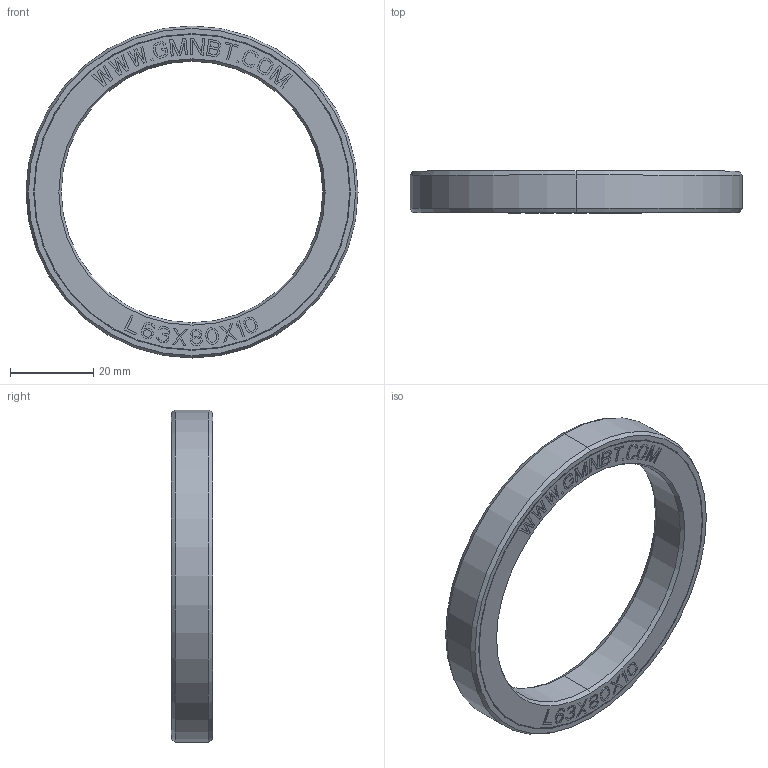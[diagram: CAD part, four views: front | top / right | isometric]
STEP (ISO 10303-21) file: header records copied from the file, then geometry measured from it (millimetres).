
FILE_DESCRIPTION((''),'2;1');
FILE_NAME('L63X80X10_PRT','2014-11-17T',('sales 4'),(''),'PRO/ENGINEER BY PARAMETRIC TECHNOLOGY CORPORATION, 2013150','PRO/ENGINEER BY PARAMETRIC TECHNOLOGY CORPORATION, 2013150','');
FILE_SCHEMA(('AUTOMOTIVE_DESIGN { 1 0 10303 214 1 1 1 1 }'));
Length unit declared in the file: millimetre
Products named in the file (1): L63X80X10_PRT
Bounding box: 80 x 10.07 x 80 mm (x, y, z)
Volume: 18401.3 mm3; surface area: 14109.3 mm2
Topology: 2 solids, 2 shells, 656 faces, 1818 edges, 1196 vertices
Faces by surface type: plane 600, cone 24, torus 20, cylinder 12
Entity records: 27274 total; most frequent: CARTESIAN_POINT 3672, ORIENTED_EDGE 3636, DIRECTION 3214, PRESENTATION_STYLE_ASSIGNMENT 1965, STYLED_ITEM 1897, CURVE_STYLE 1818, EDGE_CURVE 1818, VECTOR 1734
